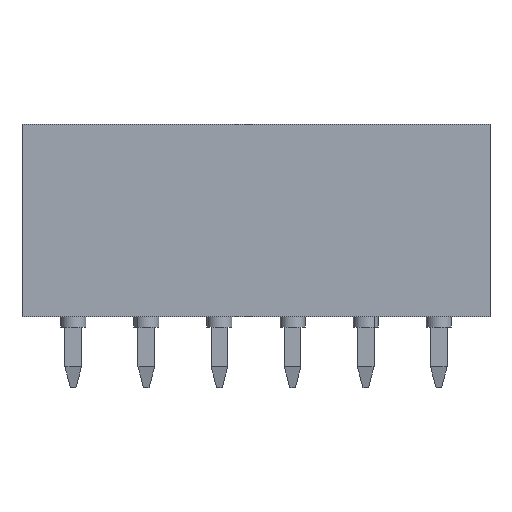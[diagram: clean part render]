
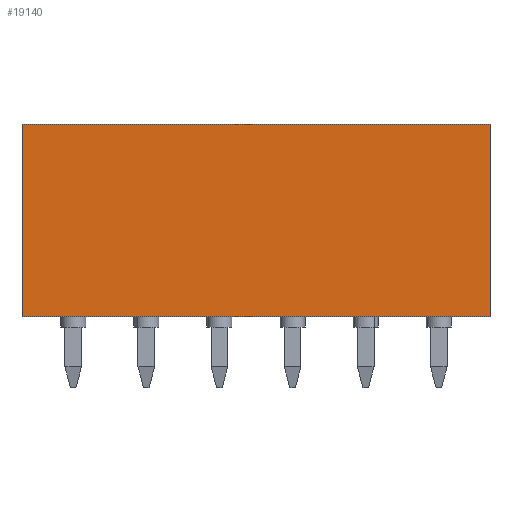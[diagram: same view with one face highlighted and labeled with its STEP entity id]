
A CAD part, front view. The second image highlights one B-rep face of the part: STEP entity #19140.
In plain terms, the highlighted planar face has unit normal (0, -1, 0).
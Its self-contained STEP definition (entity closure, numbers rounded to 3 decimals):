
#120=CARTESIAN_POINT('',(9.2,0.,2.45));
#130=VERTEX_POINT('',#120);
#160=CARTESIAN_POINT('',(0.,0.,2.45));
#170=DIRECTION('',(1.,0.,0.));
#180=VECTOR('',#170,1.);
#190=LINE('',#160,#180);
#200=CARTESIAN_POINT('',(0.,0.,2.45));
#210=VERTEX_POINT('',#200);
#220=EDGE_CURVE('',#210,#130,#190,.T.);
#12250=CARTESIAN_POINT('',(9.2,0.,-19.95
));
#12260=VERTEX_POINT('',#12250);
#12290=CARTESIAN_POINT('',(9.2,0.,-19.95
));
#12300=DIRECTION('',(0.,0.,1.));
#12310=VECTOR('',#12300,1.);
#12320=LINE('',#12290,#12310);
#12330=EDGE_CURVE('',#12260,#130,#12320,.T.);
#14580=CARTESIAN_POINT('',(0.,0.,-19.95));
#14590=VERTEX_POINT('',#14580);
#14640=CARTESIAN_POINT('',(9.2,0.,-19.95
));
#14650=DIRECTION('',(-1.,0.,0.));
#14660=VECTOR('',#14650,1.);
#14670=LINE('',#14640,#14660);
#14680=EDGE_CURVE('',#12260,#14590,#14670,.T.);
#18850=CARTESIAN_POINT('',(0.,0.,-19.95));
#18860=DIRECTION('',(0.,0.,1.));
#18870=VECTOR('',#18860,1.);
#18880=LINE('',#18850,#18870);
#18890=EDGE_CURVE('',#14590,#210,#18880,.T.);
#19030=CARTESIAN_POINT('',(3.1,0.,-14.))
;
#19040=DIRECTION('',(0.,-1.,0.));
#19050=DIRECTION('',(-1.,0.,0.));
#19060=AXIS2_PLACEMENT_3D('',#19030,#19040,#19050);
#19070=PLANE('',#19060);
#19080=ORIENTED_EDGE('',*,*,#220,.F.);
#19090=ORIENTED_EDGE('',*,*,#12330,.T.);
#19100=ORIENTED_EDGE('',*,*,#14680,.F.);
#19110=ORIENTED_EDGE('',*,*,#18890,.F.);
#19120=EDGE_LOOP('',(#19110,#19100,#19090,#19080));
#19130=FACE_OUTER_BOUND('',#19120,.T.);
#19140=ADVANCED_FACE('',(#19130),#19070,.T.);
